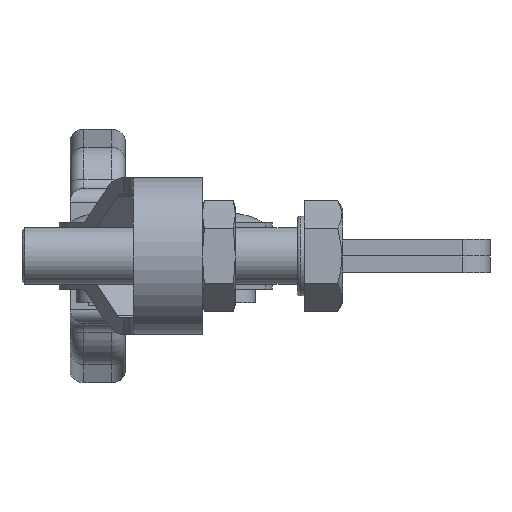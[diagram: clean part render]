
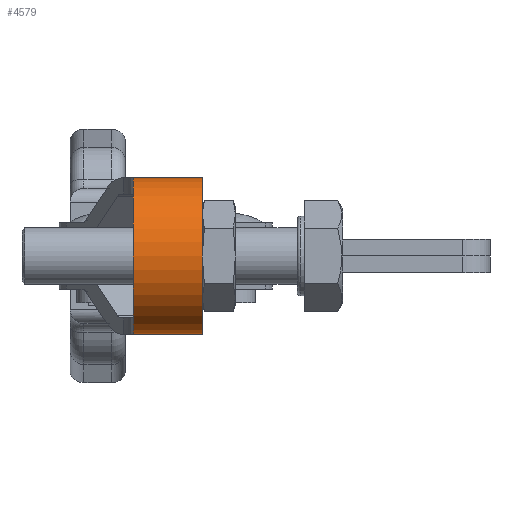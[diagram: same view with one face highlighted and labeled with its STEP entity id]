
A CAD part, left-side view. The second image highlights one B-rep face of the part: STEP entity #4579.
In plain terms, the highlighted cylindrical face has radius 5.7 mm (diameter 11.4 mm), a partial arc.
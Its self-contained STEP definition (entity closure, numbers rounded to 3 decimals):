
#107 = DIRECTION ( 'NONE',  ( 0., 1., 0. ) ) ;
#153 = CARTESIAN_POINT ( 'NONE',  ( -20.14, 7.244, -5.7 ) ) ;
#357 = EDGE_CURVE ( 'NONE', #9363, #8413, #8425, .T. ) ;
#777 = DIRECTION ( 'NONE',  ( 1., 0., 0. ) ) ;
#801 = DIRECTION ( 'NONE',  ( 0., 1., 0. ) ) ;
#803 = CARTESIAN_POINT ( 'NONE',  ( -20.14, 15.2, 0. ) ) ;
#978 = VERTEX_POINT ( 'NONE', #3593 ) ;
#1741 = AXIS2_PLACEMENT_3D ( 'NONE', #9142, #10498, #10741 ) ;
#2619 = ORIENTED_EDGE ( 'NONE', *, *, #5819, .F. ) ;
#3081 = ORIENTED_EDGE ( 'NONE', *, *, #10491, .F. ) ;
#3084 = CARTESIAN_POINT ( 'NONE',  ( -20.14, 10.2, 0. ) ) ;
#3192 = CARTESIAN_POINT ( 'NONE',  ( -20.14, 15.2, 5.7 ) ) ;
#3221 = VERTEX_POINT ( 'NONE', #7190 ) ;
#3593 = CARTESIAN_POINT ( 'NONE',  ( -20.14, 10.2, -5.7 ) ) ;
#3757 = VECTOR ( 'NONE', #8860, 1000. ) ;
#3927 = DIRECTION ( 'NONE',  ( -1., 0., 0. ) ) ;
#4395 = CIRCLE ( 'NONE', #8579, 5.7 ) ;
#4579 = ADVANCED_FACE ( 'NONE', ( #6986 ), #8841, .T. ) ;
#5603 = CIRCLE ( 'NONE', #6151, 5.7 ) ;
#5819 = EDGE_CURVE ( 'NONE', #3221, #8413, #5603, .T. ) ;
#5901 = EDGE_CURVE ( 'NONE', #978, #3221, #6264, .T. ) ;
#6151 = AXIS2_PLACEMENT_3D ( 'NONE', #803, #801, #777 ) ;
#6264 = LINE ( 'NONE', #153, #9675 ) ;
#6986 = FACE_OUTER_BOUND ( 'NONE', #8178, .T. ) ;
#7190 = CARTESIAN_POINT ( 'NONE',  ( -20.14, 15.2, -5.7 ) ) ;
#8129 = CARTESIAN_POINT ( 'NONE',  ( -20.14, 7.244, 5.7 ) ) ;
#8178 = EDGE_LOOP ( 'NONE', ( #9801, #2619, #9425, #3081 ) ) ;
#8413 = VERTEX_POINT ( 'NONE', #3192 ) ;
#8425 = LINE ( 'NONE', #8129, #3757 ) ;
#8579 = AXIS2_PLACEMENT_3D ( 'NONE', #3084, #8865, #3927 ) ;
#8841 = CYLINDRICAL_SURFACE ( 'NONE', #1741, 5.7 ) ;
#8860 = DIRECTION ( 'NONE',  ( 0., 1., 0. ) ) ;
#8865 = DIRECTION ( 'NONE',  ( 0., -1., 0. ) ) ;
#9142 = CARTESIAN_POINT ( 'NONE',  ( -20.14, 7.244, 0. ) ) ;
#9363 = VERTEX_POINT ( 'NONE', #10000 ) ;
#9425 = ORIENTED_EDGE ( 'NONE', *, *, #5901, .F. ) ;
#9675 = VECTOR ( 'NONE', #107, 1000. ) ;
#9801 = ORIENTED_EDGE ( 'NONE', *, *, #357, .T. ) ;
#10000 = CARTESIAN_POINT ( 'NONE',  ( -20.14, 10.2, 5.7 ) ) ;
#10491 = EDGE_CURVE ( 'NONE', #9363, #978, #4395, .T. ) ;
#10498 = DIRECTION ( 'NONE',  ( 0., 1., 0. ) ) ;
#10741 = DIRECTION ( 'NONE',  ( 0., 0., 1. ) ) ;
